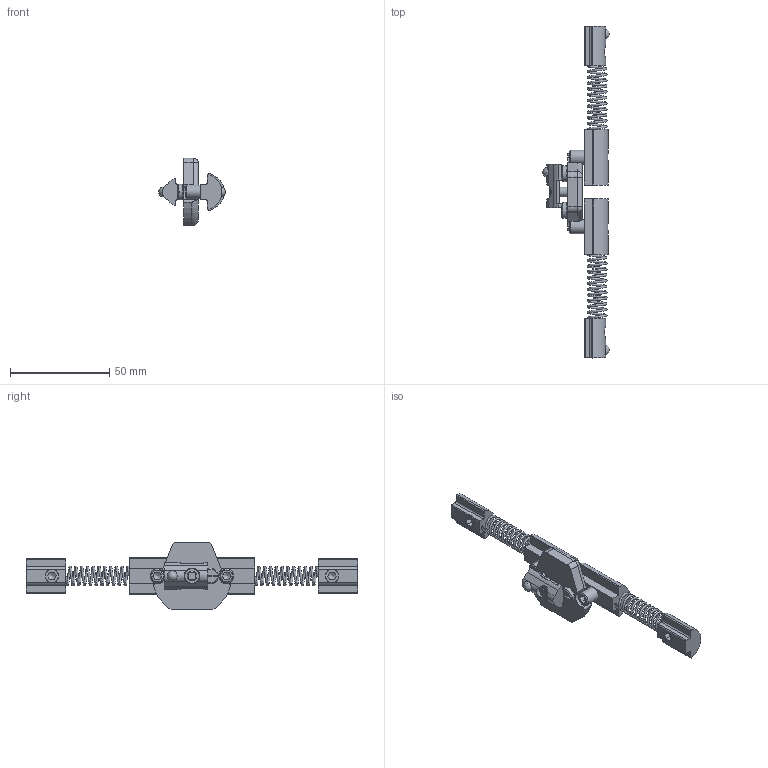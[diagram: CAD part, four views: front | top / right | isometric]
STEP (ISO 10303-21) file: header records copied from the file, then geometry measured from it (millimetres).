
FILE_DESCRIPTION(/* description */ ('POM-Stück Türschnäpper 40'),/* implementation_level */ '2;1');
FILE_NAME(/* name */ 'SZ0402Z_A.stp',/* time_stamp */ '2015-11-23T10:44:49+01:00',/* author */ ('Marina Kaa'),/* organization */ (''),/* preprocessor_version */ 'ST-DEVELOPER v15.6',/* originating_system */ 'Autodesk Inventor 2015',/* authorisation */ '');
FILE_SCHEMA (('AUTOMOTIVE_DESIGN { 1 0 10303 214 3 1 1 }'));
Length unit declared in the file: millimetre
Products named in the file (17): ME7700013_A; ME1800005_A; DIN 6912 - M5 x 12; MK1630105; MK1630202; MK5100015; MK2402100; SV2147S_A; SS9900V_A; ME7700010_A; MK5104021_A; ME1630104_A; MK5100000_A; MK2402100_A; SV2002V_A; DIN 913 - M8 x 10; SZ0402Z_A
Bounding box: 33.48 x 167 x 34 mm (x, y, z)
Volume: 22174.4 mm3; surface area: 16154.8 mm2
Topology: 22 solids, 22 shells, 301 faces, 694 edges, 440 vertices
Faces by surface type: plane 161, cylinder 86, cone 31, torus 12, bspline 8, sphere 3
Full cylindrical faces by diameter (mm): 2.5 x1, 3.7 x4, 3.984 x2, 4.134 x5, 5 x5, 5.1 x3, 5.5 x1, 6.647 x2, 7 x2, 7.5 x1, 8 x8, 8.5 x1, 10 x1
Entity records: 11047 total; most frequent: CARTESIAN_POINT 6145, DIRECTION 1014, ORIENTED_EDGE 832, EDGE_CURVE 416, AXIS2_PLACEMENT_3D 404, VERTEX_POINT 294, EDGE_LOOP 272, LINE 206
